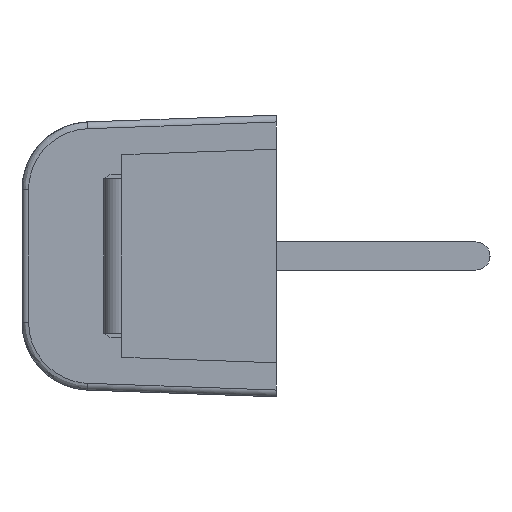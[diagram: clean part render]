
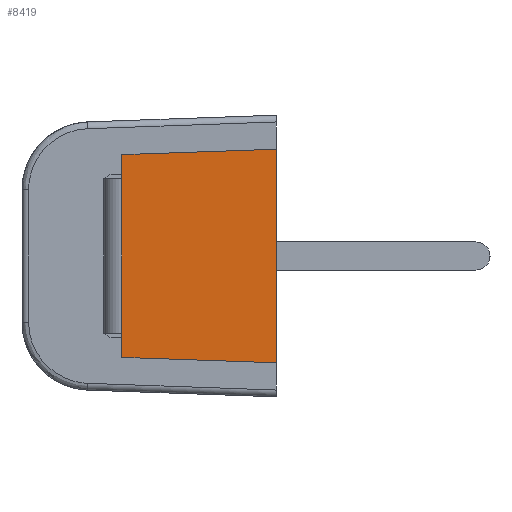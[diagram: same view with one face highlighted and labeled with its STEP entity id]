
A CAD part, left-side view. The second image highlights one B-rep face of the part: STEP entity #8419.
In plain terms, the highlighted planar face has unit normal (-0.999, 0.035, 0).
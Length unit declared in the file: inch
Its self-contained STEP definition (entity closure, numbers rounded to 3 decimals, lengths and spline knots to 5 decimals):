
#2846=DIRECTION('',(0.035,0.999,0.035));
#2847=VECTOR('',#2846,0.34041);
#2848=CARTESIAN_POINT('',(-1.165,0.,-0.235));
#2849=LINE('',#2848,#2847);
#2850=DIRECTION('',(0.,0.,1.));
#2851=VECTOR('',#2850,0.44625);
#2852=CARTESIAN_POINT('',(-1.15313,0.34,-0.22313));
#2853=LINE('',#2852,#2851);
#2854=DIRECTION('',(-0.035,-0.999,0.035));
#2855=VECTOR('',#2854,0.34041);
#2856=CARTESIAN_POINT('',(-1.15313,0.34,0.22313));
#2857=LINE('',#2856,#2855);
#2858=DIRECTION('',(0.,0.,-1.));
#2859=VECTOR('',#2858,0.47);
#2860=CARTESIAN_POINT('',(-1.165,0.,0.235));
#2861=LINE('',#2860,#2859);
#3765=CARTESIAN_POINT('',(-1.165,0.,-0.235));
#3766=CARTESIAN_POINT('',(-1.15313,0.34,-0.22313));
#3767=VERTEX_POINT('',#3765);
#3768=VERTEX_POINT('',#3766);
#3769=CARTESIAN_POINT('',(-1.15313,0.34,0.22313));
#3770=VERTEX_POINT('',#3769);
#3771=CARTESIAN_POINT('',(-1.165,0.,0.235));
#3772=VERTEX_POINT('',#3771);
#8408=CARTESIAN_POINT('',(-1.165,0.,0.26646));
#8409=DIRECTION('',(0.999,-0.035,0.));
#8410=DIRECTION('',(0.,0.,-1.));
#8411=AXIS2_PLACEMENT_3D('',#8408,#8409,#8410);
#8412=PLANE('',#8411);
#8413=ORIENTED_EDGE('',*,*,#4542,.T.);
#8414=ORIENTED_EDGE('',*,*,#5534,.T.);
#8415=ORIENTED_EDGE('',*,*,#8333,.T.);
#8416=ORIENTED_EDGE('',*,*,#4723,.T.);
#8417=EDGE_LOOP('',(#8413,#8414,#8415,#8416));
#8418=FACE_OUTER_BOUND('',#8417,.F.);
#8419=ADVANCED_FACE('',(#8418),#8412,.F.);
#4542=EDGE_CURVE('',#3767,#3768,#2849,.T.);
#4723=EDGE_CURVE('',#3772,#3767,#2861,.T.);
#5534=EDGE_CURVE('',#3768,#3770,#2853,.T.);
#8333=EDGE_CURVE('',#3770,#3772,#2857,.T.);
